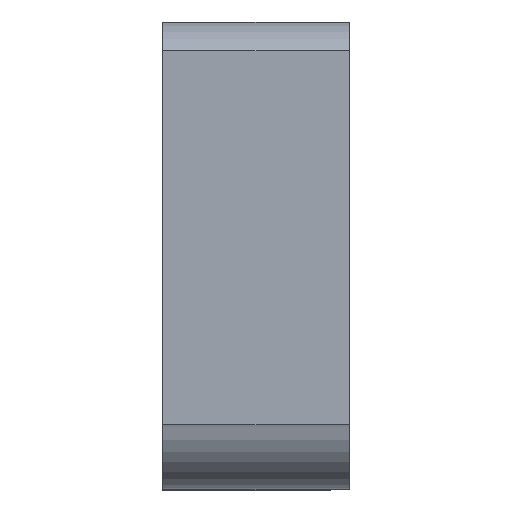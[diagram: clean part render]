
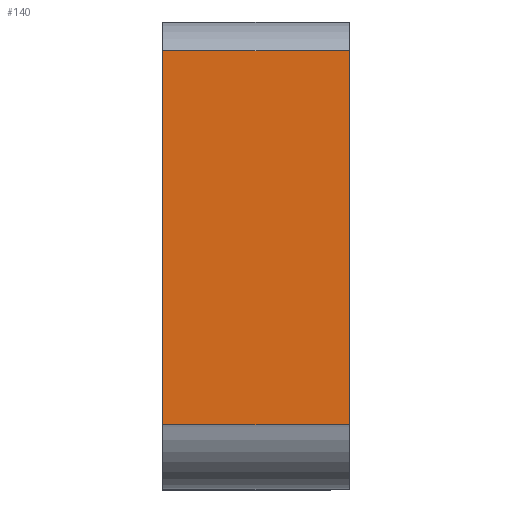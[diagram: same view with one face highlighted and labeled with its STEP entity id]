
A CAD part, top view. The second image highlights one B-rep face of the part: STEP entity #140.
In plain terms, the highlighted planar face has unit normal (0, 0, 1).
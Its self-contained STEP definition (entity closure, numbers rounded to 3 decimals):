
#140=ADVANCED_FACE('',(#184),#163,.F.);
#163=PLANE('',#571);
#184=FACE_OUTER_BOUND('',#208,.T.);
#208=EDGE_LOOP('',(#262,#263,#264,#265));
#262=ORIENTED_EDGE('',*,*,#422,.F.);
#263=ORIENTED_EDGE('',*,*,#421,.T.);
#264=ORIENTED_EDGE('',*,*,#423,.T.);
#265=ORIENTED_EDGE('',*,*,#424,.F.);
#372=VERTEX_POINT('',#776);
#373=VERTEX_POINT('',#778);
#374=VERTEX_POINT('',#782);
#375=VERTEX_POINT('',#784);
#421=EDGE_CURVE('',#372,#373,#479,.T.);
#422=EDGE_CURVE('',#372,#374,#480,.T.);
#423=EDGE_CURVE('',#373,#375,#481,.T.);
#424=EDGE_CURVE('',#374,#375,#482,.T.);
#479=LINE('',#779,#531);
#480=LINE('',#781,#532);
#481=LINE('',#783,#533);
#482=LINE('',#785,#534);
#531=VECTOR('',#643,1.);
#532=VECTOR('',#646,1.);
#533=VECTOR('',#647,1.);
#534=VECTOR('',#648,1.);
#571=AXIS2_PLACEMENT_3D('',#786,#649,#650);
#643=DIRECTION('',(-1.,0.,0.));
#646=DIRECTION('',(0.,-1.,0.));
#647=DIRECTION('',(0.,-1.,0.));
#648=DIRECTION('',(-1.,0.,0.));
#649=DIRECTION('',(0.,0.,-1.));
#650=DIRECTION('',(-1.,0.,0.));
#776=CARTESIAN_POINT('',(0.,20.,150.));
#778=CARTESIAN_POINT('',(-20.,20.,150.));
#779=CARTESIAN_POINT('',(20.,20.,150.));
#781=CARTESIAN_POINT('',(0.,20.,150.));
#782=CARTESIAN_POINT('',(0.,-20.,150.));
#783=CARTESIAN_POINT('',(-20.,20.,150.));
#784=CARTESIAN_POINT('',(-20.,-20.,150.));
#785=CARTESIAN_POINT('',(20.,-20.,150.));
#786=CARTESIAN_POINT('',(20.,20.,150.));
